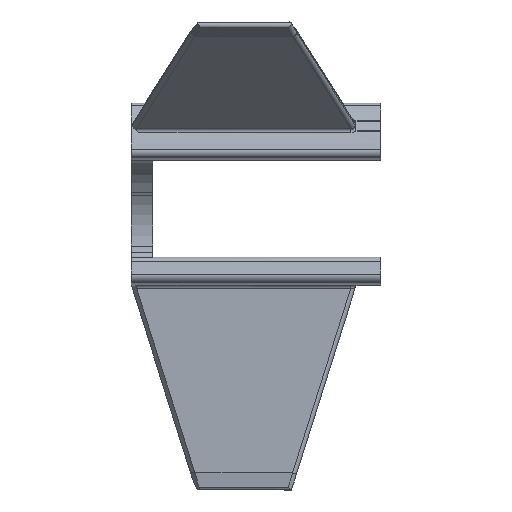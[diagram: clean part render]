
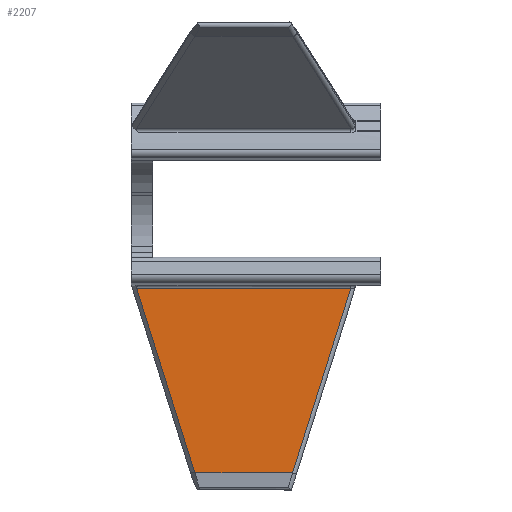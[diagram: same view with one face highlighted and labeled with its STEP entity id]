
A CAD part, left-side view. The second image highlights one B-rep face of the part: STEP entity #2207.
In plain terms, the highlighted planar face has unit normal (-1, 0, 0).
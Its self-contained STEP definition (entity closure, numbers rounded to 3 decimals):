
#216=PLANE('',#2393);
#305=FACE_OUTER_BOUND('',#425,.T.);
#425=EDGE_LOOP('',(#1721,#1722,#1723,#1724));
#586=LINE('',#3918,#767);
#587=LINE('',#4002,#768);
#589=LINE('',#4010,#770);
#590=LINE('',#4011,#771);
#767=VECTOR('',#2835,10.);
#768=VECTOR('',#2838,10.);
#770=VECTOR('',#2846,10.);
#771=VECTOR('',#2847,10.);
#1036=VERTEX_POINT('',#3911);
#1039=VERTEX_POINT('',#3916);
#1041=VERTEX_POINT('',#4001);
#1044=VERTEX_POINT('',#4009);
#1309=EDGE_CURVE('',#1039,#1036,#586,.T.);
#1313=EDGE_CURVE('',#1036,#1041,#587,.T.);
#1317=EDGE_CURVE('',#1044,#1039,#589,.T.);
#1318=EDGE_CURVE('',#1044,#1041,#590,.T.);
#1721=ORIENTED_EDGE('',*,*,#1309,.F.);
#1722=ORIENTED_EDGE('',*,*,#1317,.F.);
#1723=ORIENTED_EDGE('',*,*,#1318,.T.);
#1724=ORIENTED_EDGE('',*,*,#1313,.F.);
#2207=ADVANCED_FACE('',(#305),#216,.T.);
#2393=AXIS2_PLACEMENT_3D('',#4008,#2844,#2845);
#2835=DIRECTION('',(0.,-1.,0.));
#2838=DIRECTION('',(0.,0.301,-0.954));
#2844=DIRECTION('center_axis',(-1.,0.,0.));
#2845=DIRECTION('ref_axis',(0.,0.,-1.));
#2846=DIRECTION('',(0.,0.301,0.954));
#2847=DIRECTION('',(0.,-1.,0.));
#3911=CARTESIAN_POINT('',(-1.5,-63.893,-33.407));
#3916=CARTESIAN_POINT('',(-1.5,1.393,-33.407));
#3918=CARTESIAN_POINT('',(-1.5,3.,-33.407));
#4001=CARTESIAN_POINT('',(-1.5,-46.179,-89.587));
#4002=CARTESIAN_POINT('',(-1.5,-50.17,-76.929));
#4008=CARTESIAN_POINT('Origin',(-1.5,3.,-32.465));
#4009=CARTESIAN_POINT('',(-1.5,-16.321,-89.587));
#4010=CARTESIAN_POINT('',(-1.5,1.808,-32.09));
#4011=CARTESIAN_POINT('',(-1.5,3.,-89.587));
